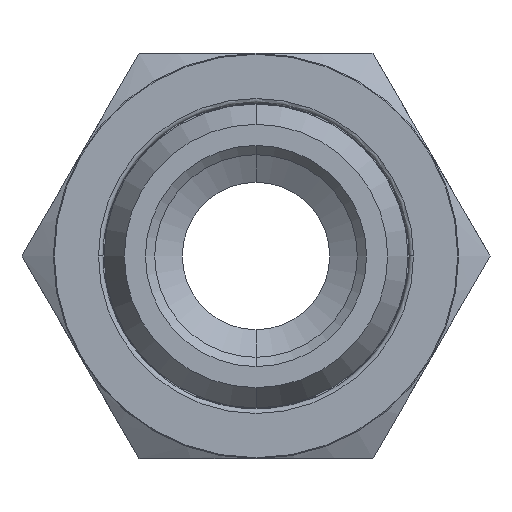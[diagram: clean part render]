
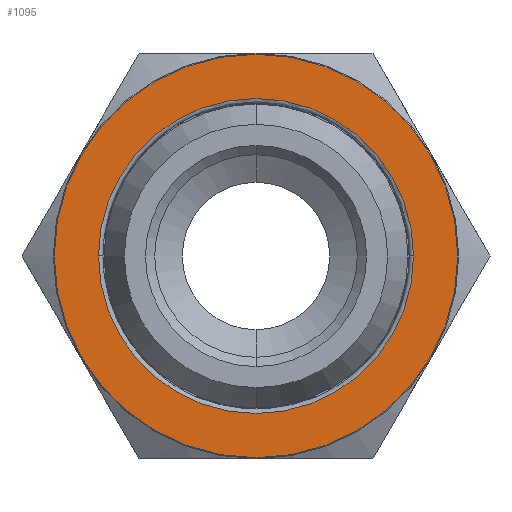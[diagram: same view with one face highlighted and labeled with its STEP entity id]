
A CAD part, front view. The second image highlights one B-rep face of the part: STEP entity #1095.
In plain terms, the highlighted planar face has unit normal (0, -1, 0).
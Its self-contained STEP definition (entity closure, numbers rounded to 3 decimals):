
#187 = CARTESIAN_POINT ( 'NONE',  ( 0., 9.4, 0. ) ) ;
#188 = DIRECTION ( 'NONE',  ( 0., 1., 0. ) ) ;
#189 = DIRECTION ( 'NONE',  ( 1., 0., 0. ) ) ;
#366 = CARTESIAN_POINT ( 'NONE',  ( -10.95, 9.4, 0. ) ) ;
#389 = CARTESIAN_POINT ( 'NONE',  ( 8.55, 9.4, 0. ) ) ;
#406 = CARTESIAN_POINT ( 'NONE',  ( -8.55, 9.4, 0. ) ) ;
#473 = AXIS2_PLACEMENT_3D ( 'NONE', #924, #925, #926 ) ;
#474 = AXIS2_PLACEMENT_3D ( 'NONE', #927, #928, #929 ) ;
#924 = CARTESIAN_POINT ( 'NONE',  ( 0., 9.4, 0. ) ) ;
#925 = DIRECTION ( 'NONE',  ( 0., 1., 0. ) ) ;
#926 = DIRECTION ( 'NONE',  ( 1., 0., 0. ) ) ;
#927 = CARTESIAN_POINT ( 'NONE',  ( 0., 9.4, 0. ) ) ;
#928 = DIRECTION ( 'NONE',  ( 0., -1., 0. ) ) ;
#929 = DIRECTION ( 'NONE',  ( 1., 0., 0. ) ) ;
#1036 = CARTESIAN_POINT ( 'NONE',  ( 10.95, 9.4, 0. ) ) ;
#1095 = ADVANCED_FACE ( 'NONE', ( #2745, #2749 ), #2964, .T. ) ;
#1287 = CIRCLE ( 'NONE', #2358, 10.95 ) ;
#1290 = CIRCLE ( 'NONE', #473, 8.55 ) ;
#1295 = CIRCLE ( 'NONE', #474, 10.95 ) ;
#1643 = CARTESIAN_POINT ( 'NONE',  ( 0., 9.4, 0. ) ) ;
#1644 = DIRECTION ( 'NONE',  ( 0., -1., 0. ) ) ;
#1645 = DIRECTION ( 'NONE',  ( 1., 0., 0. ) ) ;
#1730 = EDGE_CURVE ( 'NONE', #3376, #3359, #2508, .T. ) ;
#1868 = EDGE_CURVE ( 'NONE', #3314, #3336, #1287, .T. ) ;
#1872 = EDGE_CURVE ( 'NONE', #3359, #3376, #1290, .T. ) ;
#1873 = EDGE_CURVE ( 'NONE', #3336, #3314, #1295, .T. ) ;
#2169 = AXIS2_PLACEMENT_3D ( 'NONE', #2971, #2972, #2973 ) ;
#2284 = AXIS2_PLACEMENT_3D ( 'NONE', #187, #188, #189 ) ;
#2358 = AXIS2_PLACEMENT_3D ( 'NONE', #1643, #1644, #1645 ) ;
#2367 = EDGE_LOOP ( 'NONE', ( #3199, #3200 ) ) ;
#2508 = CIRCLE ( 'NONE', #2284, 8.55 ) ;
#2745 = FACE_BOUND ( 'NONE', #2367, .T. ) ;
#2749 = FACE_OUTER_BOUND ( 'NONE', #3473, .T. ) ;
#2964 = PLANE ( 'NONE',  #2169 ) ;
#2971 = CARTESIAN_POINT ( 'NONE',  ( 0., 9.4, 0. ) ) ;
#2972 = DIRECTION ( 'NONE',  ( 0., -1., 0. ) ) ;
#2973 = DIRECTION ( 'NONE',  ( 1., 0., 0. ) ) ;
#3199 = ORIENTED_EDGE ( 'NONE', *, *, #1872, .T. ) ;
#3200 = ORIENTED_EDGE ( 'NONE', *, *, #1730, .T. ) ;
#3201 = ORIENTED_EDGE ( 'NONE', *, *, #1873, .T. ) ;
#3202 = ORIENTED_EDGE ( 'NONE', *, *, #1868, .T. ) ;
#3314 = VERTEX_POINT ( 'NONE', #1036 ) ;
#3336 = VERTEX_POINT ( 'NONE', #366 ) ;
#3359 = VERTEX_POINT ( 'NONE', #389 ) ;
#3376 = VERTEX_POINT ( 'NONE', #406 ) ;
#3473 = EDGE_LOOP ( 'NONE', ( #3201, #3202 ) ) ;
